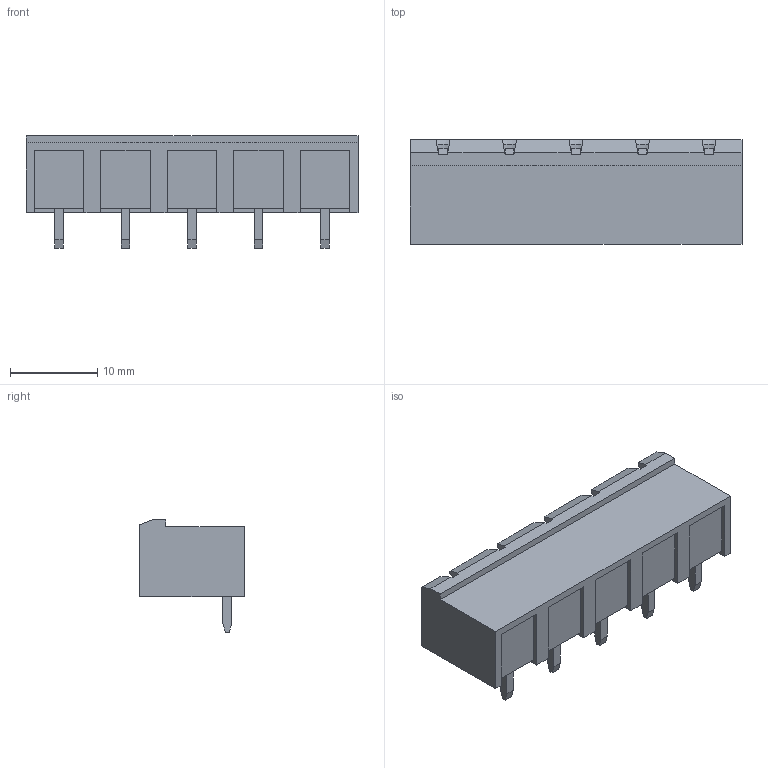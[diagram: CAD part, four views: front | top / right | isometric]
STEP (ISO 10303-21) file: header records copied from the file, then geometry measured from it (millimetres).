
FILE_DESCRIPTION (( 'STEP AP203' ), '1' );
FILE_NAME ('SOKETLI BASKILI DEVRE KLEMENSI - 7,62 MM ERKEK 90 - 5 LI.STEP', '2018-09-24T08:51:35', ( 'user' ), ( '' ), 'SwSTEP 2.0', 'SolidWorks 2016', '' );
FILE_SCHEMA (( 'CONFIG_CONTROL_DESIGN' ));
Length unit declared in the file: millimetre
Products named in the file (1): SOKETLI BASKILI DEVRE KLEMENSI  - 7,62 MM ERKEK 90 - 5 LI
Bounding box: 38.04 x 12 x 12.9 mm (x, y, z)
Volume: 1665.7 mm3; surface area: 3683.7 mm2
Topology: 1 solids, 1 shells, 383 faces, 1073 edges, 712 vertices
Faces by surface type: plane 321, cylinder 57, cone 5
Entity records: 12263 total; most frequent: CARTESIAN_POINT 2199, ORIENTED_EDGE 2146, DIRECTION 1960, EDGE_CURVE 1073, VECTOR 934, LINE 934, VERTEX_POINT 712, AXIS2_PLACEMENT_3D 513
